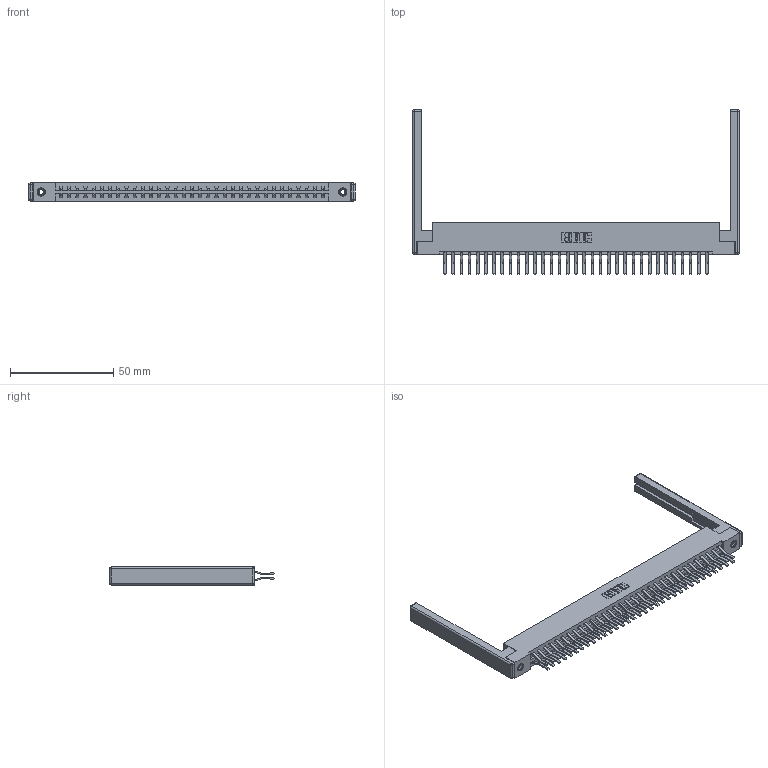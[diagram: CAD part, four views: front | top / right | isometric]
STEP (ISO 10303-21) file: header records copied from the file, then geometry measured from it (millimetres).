
FILE_DESCRIPTION (( 'STEP AP203' ), '1' );
FILE_NAME ('387-066-560-268.STEP', '2019-10-19T19:58:32', ( '' ), ( '' ), 'SwSTEP 2.0', 'SolidWorks 2016', '' );
FILE_SCHEMA (( 'CONFIG_CONTROL_DESIGN' ));
Length unit declared in the file: inch
Products named in the file (5): 307-220-068; 387-066-560-268; 345-292-001_560 Tail; 337 Part_Flush Mounting Lugs - 0.156 Dia-TI; 345-250-001_345-250-001-102
Assembly tree (71 placements, depth 2):
  387-066-560-268
    337 Part_Flush Mounting Lugs - 0.156 Dia-TI
    345-292-001_560 Tail  x66
    345-250-001_345-250-001-102  x2
    307-220-068  x2
Bounding box: 158.19 x 79.52 x 9.4 mm (x, y, z)
Volume: 21369 mm3; surface area: 24399.7 mm2
Topology: 71 solids, 71 shells, 3964 faces, 11723 edges, 7706 vertices
Faces by surface type: plane 2666, cylinder 1274, cone 12, sphere 8, torus 4
Entity records: 29598 total; most frequent: CARTESIAN_POINT 4959, ORIENTED_EDGE 4884, DIRECTION 4308, EDGE_CURVE 2442, LINE 2260, VECTOR 2260, VERTEX_POINT 1618, AXIS2_PLACEMENT_3D 1024
